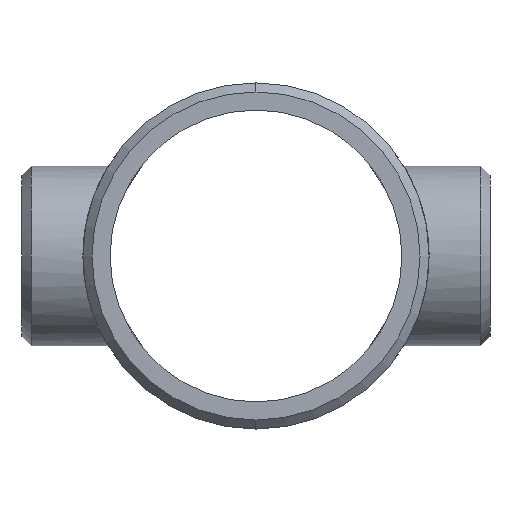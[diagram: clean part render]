
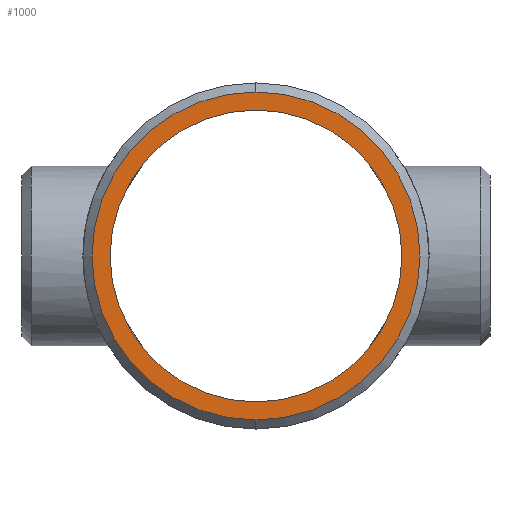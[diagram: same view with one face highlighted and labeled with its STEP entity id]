
A CAD part, left-side view. The second image highlights one B-rep face of the part: STEP entity #1000.
In plain terms, the highlighted planar face has unit normal (-1, 0, 0).
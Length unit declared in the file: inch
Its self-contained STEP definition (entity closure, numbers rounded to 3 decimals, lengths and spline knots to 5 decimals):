
#3 = EDGE_CURVE ( 'NONE', #865, #1105, #968, .T. ) ;
#110 = DIRECTION ( 'NONE',  ( 1., 0., 0. ) ) ;
#127 = CARTESIAN_POINT ( 'NONE',  ( -10., 0., -6.04167 ) ) ;
#132 = AXIS2_PLACEMENT_3D ( 'NONE', #925, #1015, #1255 ) ;
#145 = CARTESIAN_POINT ( 'NONE',  ( -10., 0., 0. ) ) ;
#151 = DIRECTION ( 'NONE',  ( 0., 0., 1. ) ) ;
#214 = VERTEX_POINT ( 'NONE', #127 ) ;
#275 = DIRECTION ( 'NONE',  ( 0., 0., -1. ) ) ;
#293 = ORIENTED_EDGE ( 'NONE', *, *, #1360, .T. ) ;
#298 = EDGE_CURVE ( 'NONE', #1105, #865, #1074, .T. ) ;
#312 = AXIS2_PLACEMENT_3D ( 'NONE', #1237, #899, #275 ) ;
#378 = FACE_BOUND ( 'NONE', #1171, .T. ) ;
#419 = CARTESIAN_POINT ( 'NONE',  ( -10., 0., 0. ) ) ;
#427 = CIRCLE ( 'NONE', #481, 6.04167 ) ;
#481 = AXIS2_PLACEMENT_3D ( 'NONE', #145, #1092, #151 ) ;
#620 = AXIS2_PLACEMENT_3D ( 'NONE', #419, #110, #843 ) ;
#711 = PLANE ( 'NONE',  #312 ) ;
#725 = ORIENTED_EDGE ( 'NONE', *, *, #778, .T. ) ;
#778 = EDGE_CURVE ( 'NONE', #214, #1160, #1195, .T. ) ;
#798 = EDGE_LOOP ( 'NONE', ( #725, #293 ) ) ;
#843 = DIRECTION ( 'NONE',  ( 0., 0., 1. ) ) ;
#865 = VERTEX_POINT ( 'NONE', #1078 ) ;
#868 = DIRECTION ( 'NONE',  ( 0., 0., 1. ) ) ;
#899 = DIRECTION ( 'NONE',  ( -1., 0., 0. ) ) ;
#921 = FACE_OUTER_BOUND ( 'NONE', #798, .T. ) ;
#925 = CARTESIAN_POINT ( 'NONE',  ( -10., 0., 0. ) ) ;
#951 = CARTESIAN_POINT ( 'NONE',  ( -10., 0., -5.375 ) ) ;
#968 = CIRCLE ( 'NONE', #620, 5.375 ) ;
#970 = ORIENTED_EDGE ( 'NONE', *, *, #3, .T. ) ;
#975 = DIRECTION ( 'NONE',  ( -1., 0., 0. ) ) ;
#987 = CARTESIAN_POINT ( 'NONE',  ( -10., 0., 0. ) ) ;
#1000 = ADVANCED_FACE ( 'NONE', ( #921, #378 ), #711, .T. ) ;
#1015 = DIRECTION ( 'NONE',  ( 1., 0., 0. ) ) ;
#1067 = ORIENTED_EDGE ( 'NONE', *, *, #298, .T. ) ;
#1074 = CIRCLE ( 'NONE', #132, 5.375 ) ;
#1078 = CARTESIAN_POINT ( 'NONE',  ( -10., 0., 5.375 ) ) ;
#1092 = DIRECTION ( 'NONE',  ( -1., 0., 0. ) ) ;
#1105 = VERTEX_POINT ( 'NONE', #951 ) ;
#1160 = VERTEX_POINT ( 'NONE', #1368 ) ;
#1171 = EDGE_LOOP ( 'NONE', ( #970, #1067 ) ) ;
#1195 = CIRCLE ( 'NONE', #1304, 6.04167 ) ;
#1237 = CARTESIAN_POINT ( 'NONE',  ( -10., 0., 0. ) ) ;
#1255 = DIRECTION ( 'NONE',  ( 0., 0., 1. ) ) ;
#1304 = AXIS2_PLACEMENT_3D ( 'NONE', #987, #975, #868 ) ;
#1360 = EDGE_CURVE ( 'NONE', #1160, #214, #427, .T. ) ;
#1368 = CARTESIAN_POINT ( 'NONE',  ( -10., 0., 6.04167 ) ) ;
